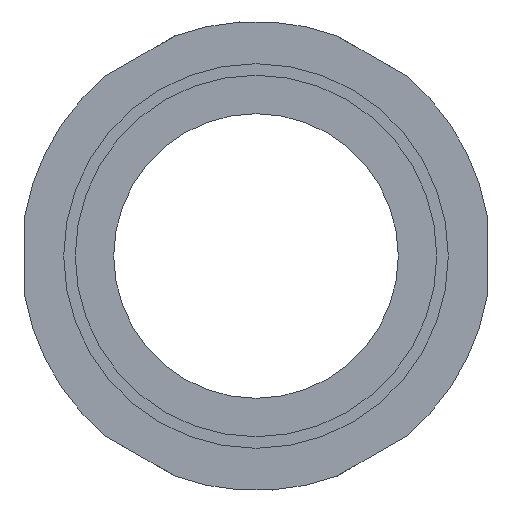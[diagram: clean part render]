
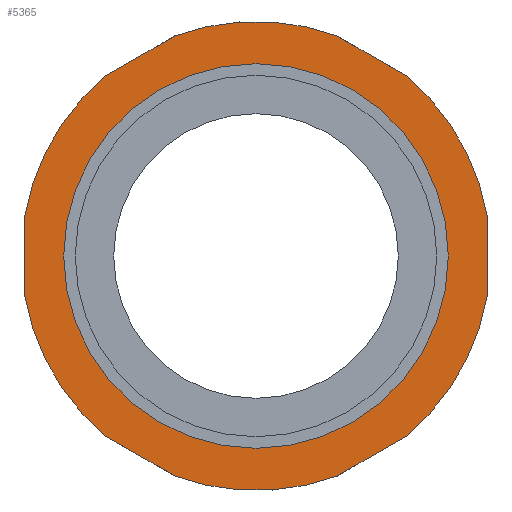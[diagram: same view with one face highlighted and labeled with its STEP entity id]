
A CAD part, front view. The second image highlights one B-rep face of the part: STEP entity #5365.
In plain terms, the highlighted planar face has unit normal (0, -1, 0).
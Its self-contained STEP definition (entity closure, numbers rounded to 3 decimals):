
#2909=DIRECTION('',(-0.866,0.,0.5));
#2910=VECTOR('',#2909,10.427);
#2911=CARTESIAN_POINT('',(-10.51,0.,-28.632));
#2912=LINE('',#2911,#2910);
#2916=CARTESIAN_POINT('',(0.,0.,0.));
#2917=DIRECTION('',(0.,1.,0.));
#2918=DIRECTION('',(-0.641,0.,-0.768));
#2919=AXIS2_PLACEMENT_3D('',#2916,#2917,#2918);
#2924=DIRECTION('',(0.,0.,1.));
#2925=VECTOR('',#2924,10.427);
#2926=CARTESIAN_POINT('',(-30.051,0.,-5.214));
#2927=LINE('',#2926,#2925);
#2931=CARTESIAN_POINT('',(0.,0.,0.));
#2932=DIRECTION('',(0.,1.,0.));
#2933=DIRECTION('',(-0.985,0.,0.171));
#2934=AXIS2_PLACEMENT_3D('',#2931,#2932,#2933);
#2939=DIRECTION('',(0.866,0.,0.5));
#2940=VECTOR('',#2939,10.427);
#2941=CARTESIAN_POINT('',(-19.541,0.,23.418));
#2942=LINE('',#2941,#2940);
#2946=CARTESIAN_POINT('',(0.,0.,0.));
#2947=DIRECTION('',(0.,1.,0.));
#2948=DIRECTION('',(-0.345,0.,0.939));
#2949=AXIS2_PLACEMENT_3D('',#2946,#2947,#2948);
#2954=DIRECTION('',(0.866,0.,-0.5));
#2955=VECTOR('',#2954,10.427);
#2956=CARTESIAN_POINT('',(10.51,0.,28.632));
#2957=LINE('',#2956,#2955);
#2961=CARTESIAN_POINT('',(0.,0.,0.));
#2962=DIRECTION('',(0.,1.,0.));
#2963=DIRECTION('',(0.641,0.,0.768));
#2964=AXIS2_PLACEMENT_3D('',#2961,#2962,#2963);
#2969=DIRECTION('',(0.,0.,-1.));
#2970=VECTOR('',#2969,10.427);
#2971=CARTESIAN_POINT('',(30.051,0.,5.214));
#2972=LINE('',#2971,#2970);
#2976=CARTESIAN_POINT('',(0.,0.,0.));
#2977=DIRECTION('',(0.,1.,0.));
#2978=DIRECTION('',(0.985,0.,-0.171));
#2979=AXIS2_PLACEMENT_3D('',#2976,#2977,#2978);
#2984=DIRECTION('',(-0.866,0.,-0.5));
#2985=VECTOR('',#2984,10.427);
#2986=CARTESIAN_POINT('',(19.541,0.,-23.418));
#2987=LINE('',#2986,#2985);
#2991=CARTESIAN_POINT('',(0.,0.,0.));
#2992=DIRECTION('',(0.,1.,0.));
#2993=DIRECTION('',(0.345,0.,-0.939));
#2994=AXIS2_PLACEMENT_3D('',#2991,#2992,#2993);
#2999=CARTESIAN_POINT('',(0.,0.,0.));
#3000=DIRECTION('',(0.,-1.,0.));
#3001=DIRECTION('',(-1.,0.,0.));
#3002=AXIS2_PLACEMENT_3D('',#2999,#3000,#3001);
#3007=CARTESIAN_POINT('',(0.,0.,0.));
#3008=DIRECTION('',(0.,-1.,0.));
#3009=DIRECTION('',(1.,0.,0.));
#3010=AXIS2_PLACEMENT_3D('',#3007,#3008,#3009);
#5000=CARTESIAN_POINT('',(-25.,0.,0.));
#5001=CARTESIAN_POINT('',(25.,0.,0.));
#5002=VERTEX_POINT('',#5000);
#5003=VERTEX_POINT('',#5001);
#5008=CARTESIAN_POINT('',(-10.51,0.,-28.632));
#5009=CARTESIAN_POINT('',(-19.541,0.,-23.418));
#5010=VERTEX_POINT('',#5008);
#5011=VERTEX_POINT('',#5009);
#5012=CARTESIAN_POINT('',(-30.051,0.,-5.214));
#5013=VERTEX_POINT('',#5012);
#5014=CARTESIAN_POINT('',(-30.051,0.,5.214));
#5015=VERTEX_POINT('',#5014);
#5016=CARTESIAN_POINT('',(-19.541,0.,23.418));
#5017=VERTEX_POINT('',#5016);
#5018=CARTESIAN_POINT('',(-10.51,0.,28.632));
#5019=VERTEX_POINT('',#5018);
#5020=CARTESIAN_POINT('',(10.51,0.,28.632));
#5021=VERTEX_POINT('',#5020);
#5022=CARTESIAN_POINT('',(19.541,0.,23.418));
#5023=VERTEX_POINT('',#5022);
#5024=CARTESIAN_POINT('',(30.051,0.,5.214));
#5025=VERTEX_POINT('',#5024);
#5026=CARTESIAN_POINT('',(30.051,0.,-5.214));
#5027=VERTEX_POINT('',#5026);
#5028=CARTESIAN_POINT('',(19.541,0.,-23.418));
#5029=VERTEX_POINT('',#5028);
#5030=CARTESIAN_POINT('',(10.51,0.,-28.632));
#5031=VERTEX_POINT('',#5030);
#5329=CARTESIAN_POINT('',(0.,0.,0.));
#5330=DIRECTION('',(0.,-1.,0.));
#5331=DIRECTION('',(-1.,0.,0.));
#5332=AXIS2_PLACEMENT_3D('',#5329,#5330,#5331);
#5333=PLANE('',#5332);
#5335=ORIENTED_EDGE('',*,*,#5334,.T.);
#5337=ORIENTED_EDGE('',*,*,#5336,.T.);
#5339=ORIENTED_EDGE('',*,*,#5338,.T.);
#5341=ORIENTED_EDGE('',*,*,#5340,.T.);
#5343=ORIENTED_EDGE('',*,*,#5342,.T.);
#5345=ORIENTED_EDGE('',*,*,#5344,.T.);
#5347=ORIENTED_EDGE('',*,*,#5346,.T.);
#5349=ORIENTED_EDGE('',*,*,#5348,.T.);
#5351=ORIENTED_EDGE('',*,*,#5350,.T.);
#5353=ORIENTED_EDGE('',*,*,#5352,.T.);
#5355=ORIENTED_EDGE('',*,*,#5354,.T.);
#5357=ORIENTED_EDGE('',*,*,#5356,.T.);
#5358=EDGE_LOOP('',(#5335,#5337,#5339,#5341,#5343,#5345,#5347,#5349,#5351,#5353,
#5355,#5357));
#5359=FACE_OUTER_BOUND('',#5358,.F.);
#5360=ORIENTED_EDGE('',*,*,#5318,.T.);
#5362=ORIENTED_EDGE('',*,*,#5361,.T.);
#5363=EDGE_LOOP('',(#5360,#5362));
#5364=FACE_BOUND('',#5363,.F.);
#2920=CIRCLE('',#2919,30.5);
#2935=CIRCLE('',#2934,30.5);
#2950=CIRCLE('',#2949,30.5);
#2965=CIRCLE('',#2964,30.5);
#2980=CIRCLE('',#2979,30.5);
#2995=CIRCLE('',#2994,30.5);
#3003=CIRCLE('',#3002,25.);
#3011=CIRCLE('',#3010,25.);
#5318=EDGE_CURVE('',#5002,#5003,#3003,.T.);
#5334=EDGE_CURVE('',#5010,#5011,#2912,.T.);
#5336=EDGE_CURVE('',#5011,#5013,#2920,.T.);
#5338=EDGE_CURVE('',#5013,#5015,#2927,.T.);
#5340=EDGE_CURVE('',#5015,#5017,#2935,.T.);
#5342=EDGE_CURVE('',#5017,#5019,#2942,.T.);
#5344=EDGE_CURVE('',#5019,#5021,#2950,.T.);
#5346=EDGE_CURVE('',#5021,#5023,#2957,.T.);
#5348=EDGE_CURVE('',#5023,#5025,#2965,.T.);
#5350=EDGE_CURVE('',#5025,#5027,#2972,.T.);
#5352=EDGE_CURVE('',#5027,#5029,#2980,.T.);
#5354=EDGE_CURVE('',#5029,#5031,#2987,.T.);
#5356=EDGE_CURVE('',#5031,#5010,#2995,.T.);
#5361=EDGE_CURVE('',#5003,#5002,#3011,.T.);
#5365=ADVANCED_FACE('',(#5359,#5364),#5333,.T.);
